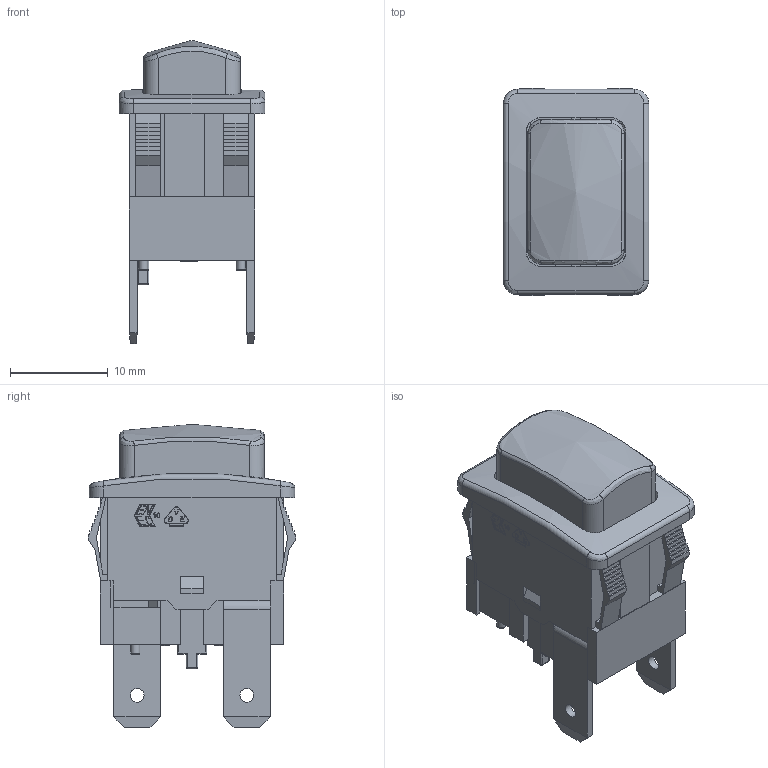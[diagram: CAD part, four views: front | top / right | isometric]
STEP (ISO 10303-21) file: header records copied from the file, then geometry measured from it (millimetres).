
FILE_DESCRIPTION(/* description */ (''),/* implementation_level */ '2;1');
FILE_NAME(/* name */ 'PA411Jxx00.stp',/* time_stamp */ '2025-05-27T15:25:50-05:00',/* author */ ('mroman'),/* organization */ (''),/* preprocessor_version */ 'ST-DEVELOPER v18.1',/* originating_system */ 'Autodesk Inventor 2022',/* authorisation */ '');
FILE_SCHEMA (('AUTOMOTIVE_DESIGN { 1 0 10303 214 3 1 1 }'));
Length unit declared in the file: centimetre
Products named in the file (1): PA411Jxx00
Bounding box: 14.9 x 21.2 x 31 mm (x, y, z)
Volume: 2540.7 mm3; surface area: 5845.9 mm2
Topology: 1 solids, 1 shells, 1199 faces, 3438 edges, 2238 vertices
Faces by surface type: plane 897, bspline 182, cylinder 104, torus 8, sphere 8
Full cylindrical faces by diameter (mm): 0.95 x4, 1.4 x3, 2.5 x2, 3 x1
Entity records: 40560 total; most frequent: CARTESIAN_POINT 10118, ORIENTED_EDGE 6876, DIRECTION 5359, EDGE_CURVE 3438, LINE 2815, VECTOR 2815, VERTEX_POINT 2238, EDGE_LOOP 1286
